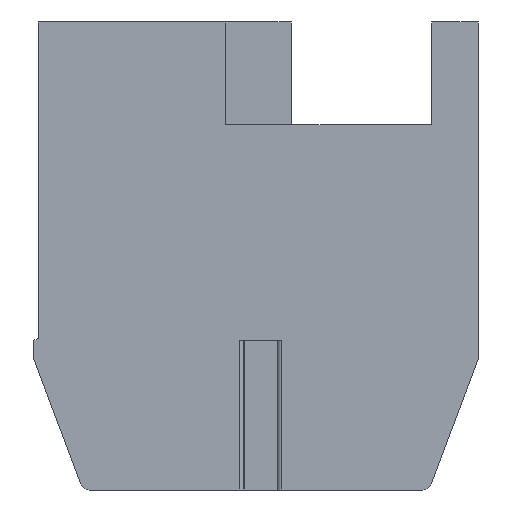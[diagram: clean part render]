
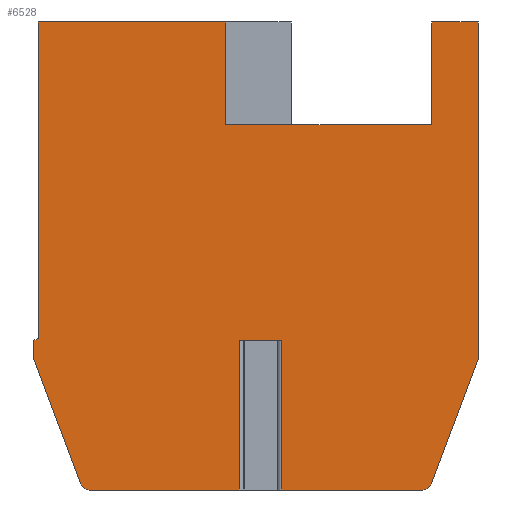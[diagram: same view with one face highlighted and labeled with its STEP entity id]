
A CAD part, front view. The second image highlights one B-rep face of the part: STEP entity #6528.
In plain terms, the highlighted planar face has unit normal (0, -1, 0).
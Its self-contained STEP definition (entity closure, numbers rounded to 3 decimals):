
#1=DIRECTION('',(1.,0.,0.));
#2=VECTOR('',#1,0.906);
#3=CARTESIAN_POINT('',(4.297,0.,-6.8));
#4=LINE('',#3,#2);
#5=DIRECTION('',(0.,0.,-1.));
#6=VECTOR('',#5,3.2);
#7=CARTESIAN_POINT('',(4.297,0.,-6.8));
#8=LINE('',#7,#6);
#9=DIRECTION('',(-1.,0.,0.));
#10=VECTOR('',#9,3.208);
#11=CARTESIAN_POINT('',(4.297,0.,-10.));
#12=LINE('',#11,#10);
#13=CARTESIAN_POINT('',(1.089,0.,-9.8));
#14=DIRECTION('',(0.,1.,0.));
#15=DIRECTION('',(0.,0.,-1.));
#16=AXIS2_PLACEMENT_3D('',#13,#14,#15);
#18=DIRECTION('',(-0.351,0.,0.936));
#19=VECTOR('',#18,2.816);
#20=CARTESIAN_POINT('',(0.901,0.,-9.87));
#21=LINE('',#20,#19);
#22=CARTESIAN_POINT('',(0.1,0.,-7.164));
#23=DIRECTION('',(0.,1.,0.));
#24=DIRECTION('',(-0.936,0.,-0.351));
#25=AXIS2_PLACEMENT_3D('',#22,#23,#24);
#27=DIRECTION('',(0.,0.,1.));
#28=VECTOR('',#27,0.364);
#29=CARTESIAN_POINT('',(-0.1,0.,-7.164));
#30=LINE('',#29,#28);
#31=DIRECTION('',(0.928,0.,0.371));
#32=VECTOR('',#31,0.108);
#33=CARTESIAN_POINT('',(-0.1,0.,-6.8));
#34=LINE('',#33,#32);
#35=DIRECTION('',(0.,0.,1.));
#36=VECTOR('',#35,6.76);
#37=CARTESIAN_POINT('',(0.,0.,-6.76));
#38=LINE('',#37,#36);
#39=DIRECTION('',(1.,0.,0.));
#40=VECTOR('',#39,4.);
#41=CARTESIAN_POINT('',(0.,0.,0.));
#42=LINE('',#41,#40);
#43=DIRECTION('',(0.,0.,-1.));
#44=VECTOR('',#43,2.2);
#45=CARTESIAN_POINT('',(4.,0.,0.));
#46=LINE('',#45,#44);
#47=DIRECTION('',(0.,0.,1.));
#48=VECTOR('',#47,2.2);
#49=CARTESIAN_POINT('',(8.4,0.,-2.2));
#50=LINE('',#49,#48);
#51=DIRECTION('',(1.,0.,0.));
#52=VECTOR('',#51,1.);
#53=CARTESIAN_POINT('',(8.4,0.,0.));
#54=LINE('',#53,#52);
#55=DIRECTION('',(0.,0.,-1.));
#56=VECTOR('',#55,7.164);
#57=CARTESIAN_POINT('',(9.4,0.,0.));
#58=LINE('',#57,#56);
#59=CARTESIAN_POINT('',(9.2,0.,-7.164));
#60=DIRECTION('',(0.,1.,0.));
#61=DIRECTION('',(1.,0.,0.));
#62=AXIS2_PLACEMENT_3D('',#59,#60,#61);
#64=DIRECTION('',(-0.351,0.,-0.936));
#65=VECTOR('',#64,2.816);
#66=CARTESIAN_POINT('',(9.387,0.,-7.234));
#67=LINE('',#66,#65);
#68=CARTESIAN_POINT('',(8.211,0.,-9.8));
#69=DIRECTION('',(0.,1.,0.));
#70=DIRECTION('',(0.936,0.,-0.351));
#71=AXIS2_PLACEMENT_3D('',#68,#69,#70);
#73=DIRECTION('',(-1.,0.,0.));
#74=VECTOR('',#73,3.008);
#75=CARTESIAN_POINT('',(8.211,0.,-10.));
#76=LINE('',#75,#74);
#77=DIRECTION('',(0.,0.,-1.));
#78=VECTOR('',#77,3.2);
#79=CARTESIAN_POINT('',(5.203,0.,-6.8));
#80=LINE('',#79,#78);
#1753=DIRECTION('',(-1.,0.,0.));
#1754=VECTOR('',#1753,4.4);
#1755=CARTESIAN_POINT('',(8.4,0.,-2.2));
#1756=LINE('',#1755,#1754);
#5117=CARTESIAN_POINT('',(-0.087,0.,-7.234));
#5118=CARTESIAN_POINT('',(-0.1,0.,-7.164));
#5119=VERTEX_POINT('',#5117);
#5120=VERTEX_POINT('',#5118);
#5121=CARTESIAN_POINT('',(-0.1,0.,-6.8));
#5122=VERTEX_POINT('',#5121);
#5123=CARTESIAN_POINT('',(0.,0.,-6.76));
#5124=VERTEX_POINT('',#5123);
#5125=CARTESIAN_POINT('',(0.,0.,0.));
#5126=VERTEX_POINT('',#5125);
#5127=CARTESIAN_POINT('',(8.4,0.,-2.2));
#5128=CARTESIAN_POINT('',(8.4,0.,0.));
#5129=VERTEX_POINT('',#5127);
#5130=VERTEX_POINT('',#5128);
#5131=CARTESIAN_POINT('',(9.4,0.,0.));
#5132=VERTEX_POINT('',#5131);
#5133=CARTESIAN_POINT('',(9.4,0.,-7.164));
#5134=VERTEX_POINT('',#5133);
#5135=CARTESIAN_POINT('',(9.387,0.,-7.234));
#5136=VERTEX_POINT('',#5135);
#5137=CARTESIAN_POINT('',(8.399,0.,-9.87));
#5138=VERTEX_POINT('',#5137);
#5139=CARTESIAN_POINT('',(8.211,0.,-10.));
#5140=VERTEX_POINT('',#5139);
#5141=CARTESIAN_POINT('',(1.089,0.,-10.));
#5142=CARTESIAN_POINT('',(0.901,0.,-9.87));
#5143=VERTEX_POINT('',#5141);
#5144=VERTEX_POINT('',#5142);
#5357=CARTESIAN_POINT('',(4.,0.,0.));
#5358=CARTESIAN_POINT('',(4.,0.,-2.2));
#5359=VERTEX_POINT('',#5357);
#5360=VERTEX_POINT('',#5358);
#5381=CARTESIAN_POINT('',(4.297,0.,-6.8));
#5382=CARTESIAN_POINT('',(5.203,0.,-6.8));
#5383=VERTEX_POINT('',#5381);
#5384=VERTEX_POINT('',#5382);
#5385=CARTESIAN_POINT('',(4.297,0.,-10.));
#5386=VERTEX_POINT('',#5385);
#5387=CARTESIAN_POINT('',(5.203,0.,-10.));
#5388=VERTEX_POINT('',#5387);
#6481=CARTESIAN_POINT('',(0.,0.,0.));
#6482=DIRECTION('',(0.,1.,0.));
#6483=DIRECTION('',(1.,0.,0.));
#6484=AXIS2_PLACEMENT_3D('',#6481,#6482,#6483);
#6485=PLANE('',#6484);
#6487=ORIENTED_EDGE('',*,*,#6486,.F.);
#6489=ORIENTED_EDGE('',*,*,#6488,.T.);
#6491=ORIENTED_EDGE('',*,*,#6490,.T.);
#6493=ORIENTED_EDGE('',*,*,#6492,.T.);
#6495=ORIENTED_EDGE('',*,*,#6494,.T.);
#6497=ORIENTED_EDGE('',*,*,#6496,.T.);
#6499=ORIENTED_EDGE('',*,*,#6498,.T.);
#6501=ORIENTED_EDGE('',*,*,#6500,.T.);
#6503=ORIENTED_EDGE('',*,*,#6502,.T.);
#6505=ORIENTED_EDGE('',*,*,#6504,.T.);
#6507=ORIENTED_EDGE('',*,*,#6506,.T.);
#6509=ORIENTED_EDGE('',*,*,#6508,.F.);
#6511=ORIENTED_EDGE('',*,*,#6510,.T.);
#6513=ORIENTED_EDGE('',*,*,#6512,.T.);
#6515=ORIENTED_EDGE('',*,*,#6514,.T.);
#6517=ORIENTED_EDGE('',*,*,#6516,.T.);
#6519=ORIENTED_EDGE('',*,*,#6518,.T.);
#6521=ORIENTED_EDGE('',*,*,#6520,.T.);
#6523=ORIENTED_EDGE('',*,*,#6522,.T.);
#6525=ORIENTED_EDGE('',*,*,#6524,.F.);
#6526=EDGE_LOOP('',(#6487,#6489,#6491,#6493,#6495,#6497,#6499,#6501,#6503,#6505,
#6507,#6509,#6511,#6513,#6515,#6517,#6519,#6521,#6523,#6525));
#6527=FACE_OUTER_BOUND('',#6526,.F.);
#6528=ADVANCED_FACE('',(#6527),#6485,.F.);
#17=CIRCLE('',#16,0.2);
#26=CIRCLE('',#25,0.2);
#63=CIRCLE('',#62,0.2);
#72=CIRCLE('',#71,0.2);
#6486=EDGE_CURVE('',#5383,#5384,#4,.T.);
#6488=EDGE_CURVE('',#5383,#5386,#8,.T.);
#6490=EDGE_CURVE('',#5386,#5143,#12,.T.);
#6492=EDGE_CURVE('',#5143,#5144,#17,.T.);
#6494=EDGE_CURVE('',#5144,#5119,#21,.T.);
#6496=EDGE_CURVE('',#5119,#5120,#26,.T.);
#6498=EDGE_CURVE('',#5120,#5122,#30,.T.);
#6500=EDGE_CURVE('',#5122,#5124,#34,.T.);
#6502=EDGE_CURVE('',#5124,#5126,#38,.T.);
#6504=EDGE_CURVE('',#5126,#5359,#42,.T.);
#6506=EDGE_CURVE('',#5359,#5360,#46,.T.);
#6508=EDGE_CURVE('',#5129,#5360,#1756,.T.);
#6510=EDGE_CURVE('',#5129,#5130,#50,.T.);
#6512=EDGE_CURVE('',#5130,#5132,#54,.T.);
#6514=EDGE_CURVE('',#5132,#5134,#58,.T.);
#6516=EDGE_CURVE('',#5134,#5136,#63,.T.);
#6518=EDGE_CURVE('',#5136,#5138,#67,.T.);
#6520=EDGE_CURVE('',#5138,#5140,#72,.T.);
#6522=EDGE_CURVE('',#5140,#5388,#76,.T.);
#6524=EDGE_CURVE('',#5384,#5388,#80,.T.);
